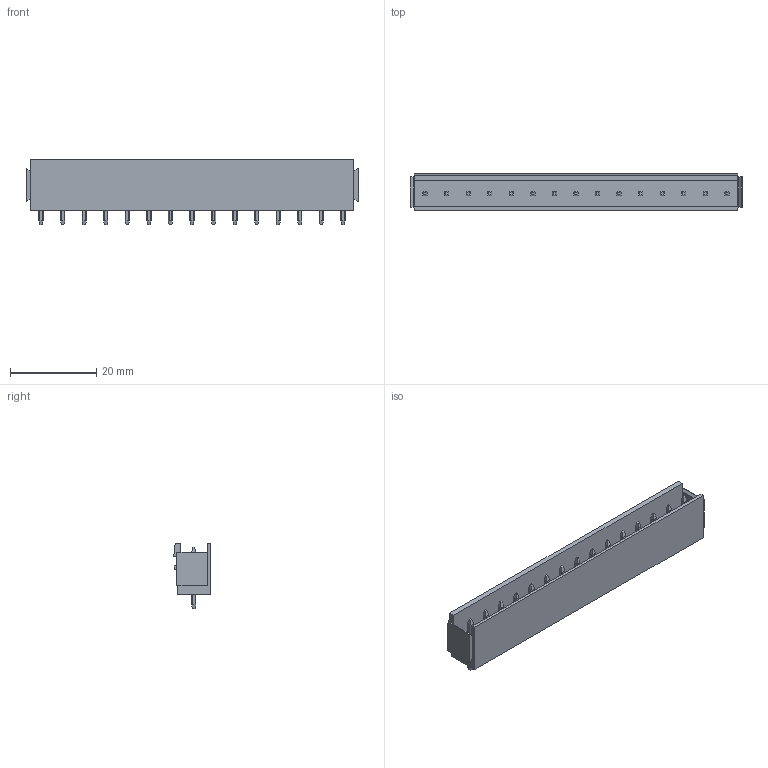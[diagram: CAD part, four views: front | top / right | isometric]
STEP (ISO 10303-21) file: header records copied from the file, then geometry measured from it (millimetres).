
FILE_DESCRIPTION(('CATIA V5 STEP Exchange','CAx-IF Rec.Pracs.--- Model Styling and Organization---1.2---2011-12-15'),'2;1');
FILE_NAME ('D1452972_0_1581910000_1581910000.stp','2018-10-12T04:46:54+00:00',('none'),('Weidmueller'),'CATIA Version 5-6 Release 2014','CATIA V5 STEP AP214','none');
FILE_SCHEMA(('AUTOMOTIVE_DESIGN { 1 0 10303 214 1 1 1 1 }'));
Length unit declared in the file: millimetre
Products named in the file (1): 1581910000
Bounding box: 77 x 8.43 x 15.2 mm (x, y, z)
Volume: 3403.1 mm3; surface area: 5639.4 mm2
Topology: 16 solids, 16 shells, 437 faces, 1203 edges, 798 vertices
Faces by surface type: plane 315, cylinder 122
Entity records: 13020 total; most frequent: CARTESIAN_POINT 3152, ORIENTED_EDGE 2406, DIRECTION 1403, EDGE_CURVE 1203, VECTOR 835, LINE 835, VERTEX_POINT 798, EDGE_LOOP 467
